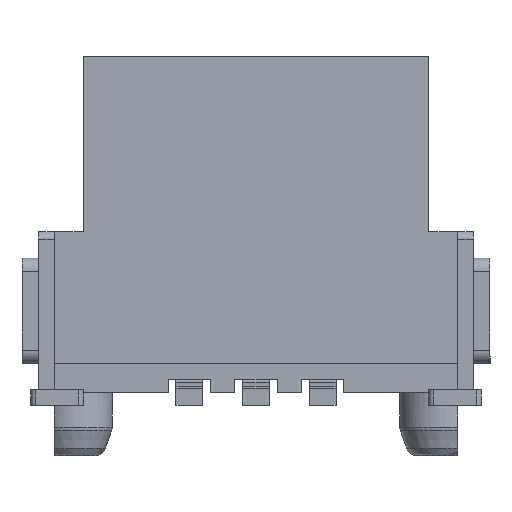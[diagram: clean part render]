
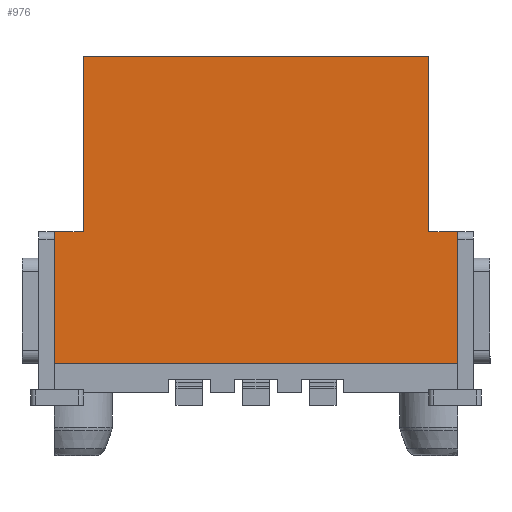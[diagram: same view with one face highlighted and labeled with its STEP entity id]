
A CAD part, left-side view. The second image highlights one B-rep face of the part: STEP entity #976.
In plain terms, the highlighted planar face has unit normal (-1, 0, 0).
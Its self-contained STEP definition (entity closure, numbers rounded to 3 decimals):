
#976=ADVANCED_FACE('',(#1730),#1319,.T.);
#1319=PLANE('',#8394);
#1730=FACE_OUTER_BOUND('',#2182,.T.);
#2182=EDGE_LOOP('',(#4000,#4001,#4002,#4003,#4004,#4005,#4006,#4007));
#4000=ORIENTED_EDGE('',*,*,#6052,.T.);
#4001=ORIENTED_EDGE('',*,*,#6053,.T.);
#4002=ORIENTED_EDGE('',*,*,#6050,.T.);
#4003=ORIENTED_EDGE('',*,*,#6047,.F.);
#4004=ORIENTED_EDGE('',*,*,#5808,.F.);
#4005=ORIENTED_EDGE('',*,*,#5818,.T.);
#4006=ORIENTED_EDGE('',*,*,#5772,.T.);
#4007=ORIENTED_EDGE('',*,*,#6038,.T.);
#4866=VERTEX_POINT('',#12060);
#4867=VERTEX_POINT('',#12062);
#4895=VERTEX_POINT('',#12133);
#4896=VERTEX_POINT('',#12135);
#5037=VERTEX_POINT('',#12886);
#5043=VERTEX_POINT('',#12905);
#5044=VERTEX_POINT('',#12910);
#5045=VERTEX_POINT('',#12914);
#5772=EDGE_CURVE('',#4867,#4866,#6716,.T.);
#5808=EDGE_CURVE('',#4895,#4896,#6752,.T.);
#5818=EDGE_CURVE('',#4895,#4867,#6762,.T.);
#6038=EDGE_CURVE('',#4866,#5037,#6927,.T.);
#6047=EDGE_CURVE('',#4896,#5043,#6936,.T.);
#6050=EDGE_CURVE('',#5044,#5043,#6939,.T.);
#6052=EDGE_CURVE('',#5037,#5045,#6941,.T.);
#6053=EDGE_CURVE('',#5045,#5044,#6942,.T.);
#6716=LINE('',#12061,#7557);
#6752=LINE('',#12134,#7593);
#6762=LINE('',#12152,#7603);
#6927=LINE('',#12887,#7768);
#6936=LINE('',#12904,#7777);
#6939=LINE('',#12909,#7780);
#6941=LINE('',#12913,#7782);
#6942=LINE('',#12915,#7783);
#7557=VECTOR('',#9586,1.);
#7593=VECTOR('',#9638,1.);
#7603=VECTOR('',#9654,1.);
#7768=VECTOR('',#10003,1.);
#7777=VECTOR('',#10018,1.);
#7780=VECTOR('',#10023,1.);
#7782=VECTOR('',#10027,1.);
#7783=VECTOR('',#10028,1.);
#8394=AXIS2_PLACEMENT_3D('',#12916,#10029,#10030);
#9586=DIRECTION('',(0.,1.,0.));
#9638=DIRECTION('',(0.,-1.,0.));
#9654=DIRECTION('',(0.,0.,-1.));
#10003=DIRECTION('',(0.,0.,-1.));
#10018=DIRECTION('',(0.,0.,-1.));
#10023=DIRECTION('',(0.,1.,0.));
#10027=DIRECTION('',(0.,-1.,0.));
#10028=DIRECTION('',(0.,0.,1.));
#10029=DIRECTION('',(-1.,0.,0.));
#10030=DIRECTION('',(0.,-1.,0.));
#12060=CARTESIAN_POINT('',(-2.1,3.83,1.67));
#12061=CARTESIAN_POINT('',(-2.1,3.28,1.67));
#12062=CARTESIAN_POINT('',(-2.1,3.28,1.67));
#12133=CARTESIAN_POINT('',(-2.1,3.28,5.));
#12134=CARTESIAN_POINT('',(-2.1,3.28,5.));
#12135=CARTESIAN_POINT('',(-2.1,-3.28,5.));
#12152=CARTESIAN_POINT('',(-2.1,3.28,5.));
#12886=CARTESIAN_POINT('',(-2.1,3.83,-0.83));
#12887=CARTESIAN_POINT('',(-2.1,3.83,1.67));
#12904=CARTESIAN_POINT('',(-2.1,-3.28,5.));
#12905=CARTESIAN_POINT('',(-2.1,-3.28,1.67));
#12909=CARTESIAN_POINT('',(-2.1,-3.83,1.67));
#12910=CARTESIAN_POINT('',(-2.1,-3.83,1.67));
#12913=CARTESIAN_POINT('',(-2.1,3.83,-0.83));
#12914=CARTESIAN_POINT('',(-2.1,-3.83,-0.83));
#12915=CARTESIAN_POINT('',(-2.1,-3.83,-0.83));
#12916=CARTESIAN_POINT('',(-2.1,4.049,-1.061));
